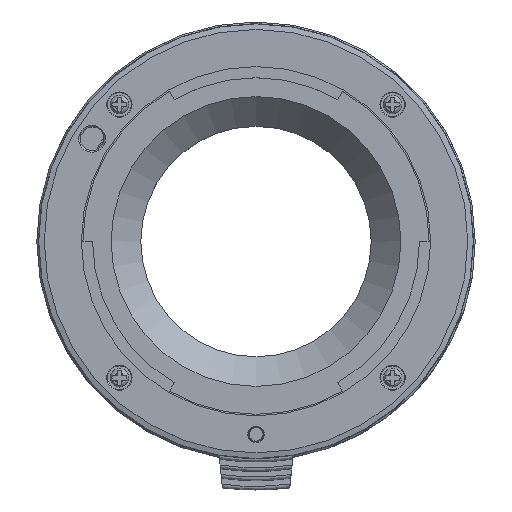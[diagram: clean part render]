
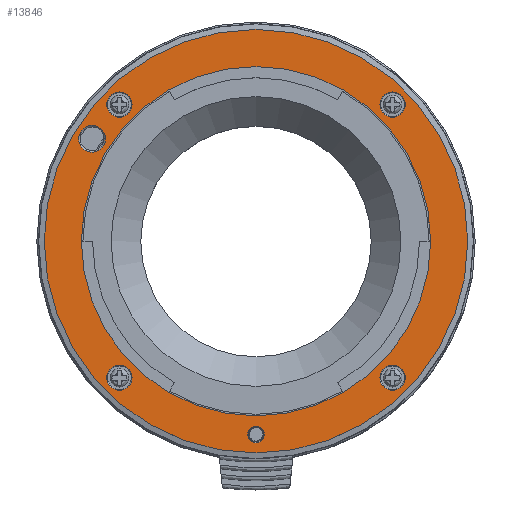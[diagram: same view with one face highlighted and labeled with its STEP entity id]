
A CAD part, top view. The second image highlights one B-rep face of the part: STEP entity #13846.
In plain terms, the highlighted planar face has unit normal (0, 0, 1).
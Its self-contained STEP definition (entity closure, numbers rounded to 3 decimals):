
#16 = DIRECTION ( 'NONE',  ( 0., 0., -1. ) ) ;
#118 = EDGE_CURVE ( 'NONE', #2382, #2382, #4652, .T. ) ;
#252 = ORIENTED_EDGE ( 'NONE', *, *, #8559, .T. ) ;
#505 = AXIS2_PLACEMENT_3D ( 'NONE', #7316, #6235, #656 ) ;
#656 = DIRECTION ( 'NONE',  ( 1., 0., 0. ) ) ;
#813 = DIRECTION ( 'NONE',  ( 0., 0., -1. ) ) ;
#1001 = CARTESIAN_POINT ( 'NONE',  ( -18.385, -18.385, 0. ) ) ;
#1071 = EDGE_LOOP ( 'NONE', ( #9092 ) ) ;
#1115 = CIRCLE ( 'NONE', #13386, 1.7 ) ;
#1448 = CARTESIAN_POINT ( 'NONE',  ( 20.085, -18.385, 0. ) ) ;
#1497 = CARTESIAN_POINT ( 'NONE',  ( -16.685, -18.385, 0. ) ) ;
#1746 = EDGE_LOOP ( 'NONE', ( #252 ) ) ;
#2237 = CARTESIAN_POINT ( 'NONE',  ( 0., 0., 0. ) ) ;
#2240 = EDGE_LOOP ( 'NONE', ( #10155 ) ) ;
#2382 = VERTEX_POINT ( 'NONE', #3522 ) ;
#2482 = DIRECTION ( 'NONE',  ( 0., 0., -1. ) ) ;
#2560 = FACE_OUTER_BOUND ( 'NONE', #6615, .T. ) ;
#2744 = EDGE_LOOP ( 'NONE', ( #9896 ) ) ;
#3457 = EDGE_CURVE ( 'NONE', #7602, #7602, #11603, .T. ) ;
#3522 = CARTESIAN_POINT ( 'NONE',  ( 23.5, 0., 0. ) ) ;
#3536 = ORIENTED_EDGE ( 'NONE', *, *, #11956, .T. ) ;
#3621 = DIRECTION ( 'NONE',  ( 0., 0., -1. ) ) ;
#3655 = AXIS2_PLACEMENT_3D ( 'NONE', #11703, #813, #12910 ) ;
#3909 = VERTEX_POINT ( 'NONE', #13570 ) ;
#4403 = EDGE_CURVE ( 'NONE', #14229, #14229, #1115, .T. ) ;
#4484 = CIRCLE ( 'NONE', #3655, 1.7 ) ;
#4652 = CIRCLE ( 'NONE', #9408, 23.5 ) ;
#4657 = CIRCLE ( 'NONE', #5611, 1.7 ) ;
#4712 = DIRECTION ( 'NONE',  ( 1., 0., 0. ) ) ;
#4740 = AXIS2_PLACEMENT_3D ( 'NONE', #2237, #7791, #5676 ) ;
#4997 = FACE_BOUND ( 'NONE', #2744, .T. ) ;
#5065 = ORIENTED_EDGE ( 'NONE', *, *, #13066, .T. ) ;
#5338 = VERTEX_POINT ( 'NONE', #13712 ) ;
#5424 = DIRECTION ( 'NONE',  ( 1., 0., 0. ) ) ;
#5611 = AXIS2_PLACEMENT_3D ( 'NONE', #12322, #8947, #10052 ) ;
#5676 = DIRECTION ( 'NONE',  ( 1., 0., 0. ) ) ;
#6149 = EDGE_LOOP ( 'NONE', ( #5065 ) ) ;
#6235 = DIRECTION ( 'NONE',  ( 0., 0., 1. ) ) ;
#6367 = AXIS2_PLACEMENT_3D ( 'NONE', #8799, #16, #9899 ) ;
#6431 = CIRCLE ( 'NONE', #4740, 28.5 ) ;
#6552 = VERTEX_POINT ( 'NONE', #10475 ) ;
#6561 = ORIENTED_EDGE ( 'NONE', *, *, #11571, .T. ) ;
#6615 = EDGE_LOOP ( 'NONE', ( #6561 ) ) ;
#6836 = CIRCLE ( 'NONE', #12270, 1.8 ) ;
#7239 = VERTEX_POINT ( 'NONE', #9346 ) ;
#7316 = CARTESIAN_POINT ( 'NONE',  ( 0., 0., 0. ) ) ;
#7602 = VERTEX_POINT ( 'NONE', #13613 ) ;
#7616 = ORIENTED_EDGE ( 'NONE', *, *, #8913, .T. ) ;
#7791 = DIRECTION ( 'NONE',  ( 0., 0., 1. ) ) ;
#8559 = EDGE_CURVE ( 'NONE', #3909, #3909, #6836, .T. ) ;
#8761 = FACE_BOUND ( 'NONE', #12923, .T. ) ;
#8799 = CARTESIAN_POINT ( 'NONE',  ( 0., -26., 0. ) ) ;
#8913 = EDGE_CURVE ( 'NONE', #13188, #13188, #10702, .T. ) ;
#8940 = EDGE_LOOP ( 'NONE', ( #3536 ) ) ;
#8947 = DIRECTION ( 'NONE',  ( 0., 0., -1. ) ) ;
#9091 = FACE_BOUND ( 'NONE', #1746, .T. ) ;
#9092 = ORIENTED_EDGE ( 'NONE', *, *, #118, .T. ) ;
#9346 = CARTESIAN_POINT ( 'NONE',  ( 20.085, 18.385, 0. ) ) ;
#9408 = AXIS2_PLACEMENT_3D ( 'NONE', #12174, #11132, #4712 ) ;
#9896 = ORIENTED_EDGE ( 'NONE', *, *, #4403, .T. ) ;
#9899 = DIRECTION ( 'NONE',  ( 1., 0., 0. ) ) ;
#10052 = DIRECTION ( 'NONE',  ( 1., 0., 0. ) ) ;
#10155 = ORIENTED_EDGE ( 'NONE', *, *, #3457, .T. ) ;
#10171 = DIRECTION ( 'NONE',  ( 1., 0., 0. ) ) ;
#10280 = FACE_BOUND ( 'NONE', #8940, .T. ) ;
#10475 = CARTESIAN_POINT ( 'NONE',  ( -16.685, 18.385, 0. ) ) ;
#10620 = FACE_BOUND ( 'NONE', #6149, .T. ) ;
#10702 = CIRCLE ( 'NONE', #13126, 1.7 ) ;
#11132 = DIRECTION ( 'NONE',  ( 0., 0., -1. ) ) ;
#11571 = EDGE_CURVE ( 'NONE', #5338, #5338, #6431, .T. ) ;
#11603 = CIRCLE ( 'NONE', #6367, 1.1 ) ;
#11654 = FACE_BOUND ( 'NONE', #2240, .T. ) ;
#11703 = CARTESIAN_POINT ( 'NONE',  ( 18.385, 18.385, 0. ) ) ;
#11956 = EDGE_CURVE ( 'NONE', #7239, #7239, #4484, .T. ) ;
#12174 = CARTESIAN_POINT ( 'NONE',  ( 0., 0., 0. ) ) ;
#12270 = AXIS2_PLACEMENT_3D ( 'NONE', #13582, #3621, #12365 ) ;
#12322 = CARTESIAN_POINT ( 'NONE',  ( -18.385, 18.385, 0. ) ) ;
#12365 = DIRECTION ( 'NONE',  ( 1., 0., 0. ) ) ;
#12702 = PLANE ( 'NONE',  #505 ) ;
#12910 = DIRECTION ( 'NONE',  ( 1., 0., 0. ) ) ;
#12923 = EDGE_LOOP ( 'NONE', ( #7616 ) ) ;
#13066 = EDGE_CURVE ( 'NONE', #6552, #6552, #4657, .T. ) ;
#13126 = AXIS2_PLACEMENT_3D ( 'NONE', #1001, #13183, #5424 ) ;
#13183 = DIRECTION ( 'NONE',  ( 0., 0., -1. ) ) ;
#13188 = VERTEX_POINT ( 'NONE', #1497 ) ;
#13280 = CARTESIAN_POINT ( 'NONE',  ( 18.385, -18.385, 0. ) ) ;
#13380 = FACE_BOUND ( 'NONE', #1071, .T. ) ;
#13386 = AXIS2_PLACEMENT_3D ( 'NONE', #13280, #2482, #10171 ) ;
#13570 = CARTESIAN_POINT ( 'NONE',  ( -20.249, 13.778, 0. ) ) ;
#13582 = CARTESIAN_POINT ( 'NONE',  ( -22.049, 13.778, 0. ) ) ;
#13613 = CARTESIAN_POINT ( 'NONE',  ( 1.1, -26., 0. ) ) ;
#13712 = CARTESIAN_POINT ( 'NONE',  ( 28.5, 0., 0. ) ) ;
#13846 = ADVANCED_FACE ( 'NONE', ( #13380, #2560, #10620, #8761, #4997, #10280, #11654, #9091 ), #12702, .T. ) ;
#14229 = VERTEX_POINT ( 'NONE', #1448 ) ;
